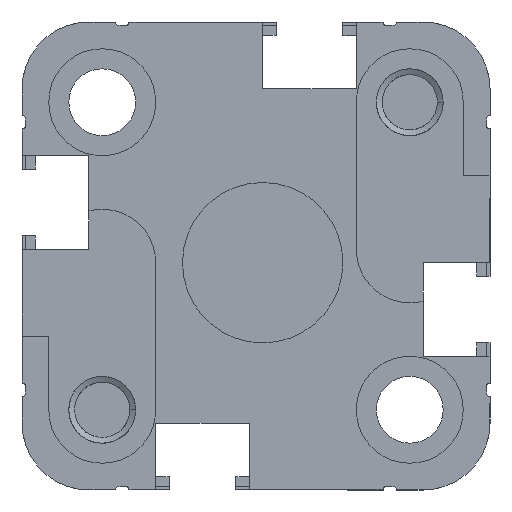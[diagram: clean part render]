
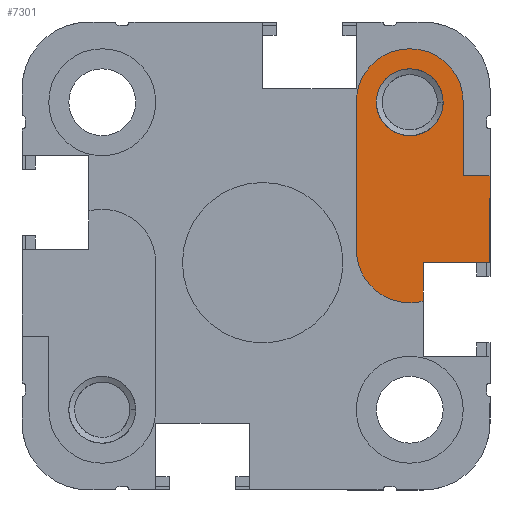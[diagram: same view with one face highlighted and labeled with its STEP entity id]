
A CAD part, front view. The second image highlights one B-rep face of the part: STEP entity #7301.
In plain terms, the highlighted planar face has unit normal (0, -1, 0).
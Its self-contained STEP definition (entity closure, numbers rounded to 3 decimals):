
#38 = LINE ( 'NONE', #11000, #4093 ) ;
#164 = EDGE_CURVE ( 'NONE', #5423, #1686, #5816, .T. ) ;
#199 = LINE ( 'NONE', #7512, #11279 ) ;
#252 = DIRECTION ( 'NONE',  ( 0., 0., -1. ) ) ;
#472 = CARTESIAN_POINT ( 'NONE',  ( 29., 8., -6. ) ) ;
#656 = CARTESIAN_POINT ( 'NONE',  ( 29., 8., -17. ) ) ;
#669 = LINE ( 'NONE', #6743, #3233 ) ;
#736 = AXIS2_PLACEMENT_3D ( 'NONE', #3012, #972, #252 ) ;
#769 = CIRCLE ( 'NONE', #8863, 2.5 ) ;
#789 = LINE ( 'NONE', #9722, #4950 ) ;
#903 = EDGE_CURVE ( 'NONE', #3526, #9045, #8306, .T. ) ;
#972 = DIRECTION ( 'NONE',  ( 0., -1., 0. ) ) ;
#1071 = ORIENTED_EDGE ( 'NONE', *, *, #10078, .F. ) ;
#1228 = CARTESIAN_POINT ( 'NONE',  ( 30., 8., -6. ) ) ;
#1377 = AXIS2_PLACEMENT_3D ( 'NONE', #656, #1655, #7018 ) ;
#1443 = CARTESIAN_POINT ( 'NONE',  ( 29., 8., -6. ) ) ;
#1622 = CARTESIAN_POINT ( 'NONE',  ( 29., 8., -6. ) ) ;
#1628 = AXIS2_PLACEMENT_3D ( 'NONE', #9001, #3638, #5230 ) ;
#1636 = PLANE ( 'NONE',  #1628 ) ;
#1639 = VERTEX_POINT ( 'NONE', #3327 ) ;
#1655 = DIRECTION ( 'NONE',  ( 0., -1., 0. ) ) ;
#1686 = VERTEX_POINT ( 'NONE', #7872 ) ;
#1716 = CARTESIAN_POINT ( 'NONE',  ( 29., 8., -3.5 ) ) ;
#1758 = FACE_BOUND ( 'NONE', #4192, .T. ) ;
#1820 = CARTESIAN_POINT ( 'NONE',  ( 31.5, 8., -6. ) ) ;
#2009 = ORIENTED_EDGE ( 'NONE', *, *, #9291, .F. ) ;
#2121 = AXIS2_PLACEMENT_3D ( 'NONE', #1622, #2556, #5038 ) ;
#2156 = ORIENTED_EDGE ( 'NONE', *, *, #2256, .T. ) ;
#2244 = CARTESIAN_POINT ( 'NONE',  ( 35., 8., -18. ) ) ;
#2256 = EDGE_CURVE ( 'NONE', #9045, #1639, #9595, .T. ) ;
#2449 = CARTESIAN_POINT ( 'NONE',  ( 30., 8., -18. ) ) ;
#2556 = DIRECTION ( 'NONE',  ( 0., -1., 0. ) ) ;
#2647 = VERTEX_POINT ( 'NONE', #1716 ) ;
#2969 = CIRCLE ( 'NONE', #7502, 2.5 ) ;
#2984 = CARTESIAN_POINT ( 'NONE',  ( 29., 8., -8.5 ) ) ;
#3012 = CARTESIAN_POINT ( 'NONE',  ( 29., 8., -17. ) ) ;
#3089 = DIRECTION ( 'NONE',  ( 0., 0., -1. ) ) ;
#3091 = CARTESIAN_POINT ( 'NONE',  ( 30., 8., -20.873 ) ) ;
#3208 = ORIENTED_EDGE ( 'NONE', *, *, #903, .T. ) ;
#3233 = VECTOR ( 'NONE', #10253, 1000. ) ;
#3290 = EDGE_CURVE ( 'NONE', #3526, #8563, #199, .T. ) ;
#3327 = CARTESIAN_POINT ( 'NONE',  ( 25., 8., -6. ) ) ;
#3342 = CARTESIAN_POINT ( 'NONE',  ( 35., 8., -11.5 ) ) ;
#3345 = DIRECTION ( 'NONE',  ( 0., 0., -1. ) ) ;
#3403 = EDGE_CURVE ( 'NONE', #5406, #7480, #669, .T. ) ;
#3526 = VERTEX_POINT ( 'NONE', #3548 ) ;
#3548 = CARTESIAN_POINT ( 'NONE',  ( 33., 8., -11.5 ) ) ;
#3622 = EDGE_CURVE ( 'NONE', #8563, #5406, #789, .T. ) ;
#3638 = DIRECTION ( 'NONE',  ( 0., -1., 0. ) ) ;
#3704 = EDGE_CURVE ( 'NONE', #1686, #4842, #6454, .T. ) ;
#3900 = ORIENTED_EDGE ( 'NONE', *, *, #3622, .F. ) ;
#4056 = DIRECTION ( 'NONE',  ( 0., -1., 0. ) ) ;
#4093 = VECTOR ( 'NONE', #10137, 1000. ) ;
#4192 = EDGE_LOOP ( 'NONE', ( #4561, #2009, #1071 ) ) ;
#4531 = AXIS2_PLACEMENT_3D ( 'NONE', #11516, #5381, #10707 ) ;
#4561 = ORIENTED_EDGE ( 'NONE', *, *, #5009, .F. ) ;
#4842 = VERTEX_POINT ( 'NONE', #3091 ) ;
#4881 = ORIENTED_EDGE ( 'NONE', *, *, #8801, .T. ) ;
#4939 = CIRCLE ( 'NONE', #2121, 2.5 ) ;
#4950 = VECTOR ( 'NONE', #7216, 1000. ) ;
#5009 = EDGE_CURVE ( 'NONE', #9470, #2647, #4939, .T. ) ;
#5038 = DIRECTION ( 'NONE',  ( 0., 0., -1. ) ) ;
#5039 = DIRECTION ( 'NONE',  ( 0., 0., -1. ) ) ;
#5230 = DIRECTION ( 'NONE',  ( 0., 0., -1. ) ) ;
#5381 = DIRECTION ( 'NONE',  ( 0., -1., 0. ) ) ;
#5406 = VERTEX_POINT ( 'NONE', #2244 ) ;
#5423 = VERTEX_POINT ( 'NONE', #10287 ) ;
#5586 = DIRECTION ( 'NONE',  ( 0., 0., 1. ) ) ;
#5628 = VERTEX_POINT ( 'NONE', #2984 ) ;
#5656 = EDGE_CURVE ( 'NONE', #7480, #4842, #7534, .T. ) ;
#5748 = ORIENTED_EDGE ( 'NONE', *, *, #164, .T. ) ;
#5816 = CIRCLE ( 'NONE', #736, 4. ) ;
#5865 = DIRECTION ( 'NONE',  ( 0., -1., 0. ) ) ;
#6409 = EDGE_LOOP ( 'NONE', ( #9221, #7717, #3900, #9305, #3208, #2156, #4881, #5748, #10034 ) ) ;
#6454 = CIRCLE ( 'NONE', #1377, 4. ) ;
#6482 = CARTESIAN_POINT ( 'NONE',  ( 33., 8., -6. ) ) ;
#6743 = CARTESIAN_POINT ( 'NONE',  ( 29., 8., -18. ) ) ;
#7018 = DIRECTION ( 'NONE',  ( 0., 0., -1. ) ) ;
#7216 = DIRECTION ( 'NONE',  ( 0., 0., -1. ) ) ;
#7301 = ADVANCED_FACE ( 'NONE', ( #1758, #9861 ), #1636, .T. ) ;
#7404 = DIRECTION ( 'NONE',  ( 1., 0., 0. ) ) ;
#7480 = VERTEX_POINT ( 'NONE', #2449 ) ;
#7502 = AXIS2_PLACEMENT_3D ( 'NONE', #472, #4056, #3345 ) ;
#7512 = CARTESIAN_POINT ( 'NONE',  ( 35., 8., -11.5 ) ) ;
#7534 = LINE ( 'NONE', #1228, #10010 ) ;
#7717 = ORIENTED_EDGE ( 'NONE', *, *, #3403, .F. ) ;
#7872 = CARTESIAN_POINT ( 'NONE',  ( 29., 8., -21. ) ) ;
#8306 = LINE ( 'NONE', #6482, #9749 ) ;
#8563 = VERTEX_POINT ( 'NONE', #3342 ) ;
#8801 = EDGE_CURVE ( 'NONE', #1639, #5423, #38, .T. ) ;
#8863 = AXIS2_PLACEMENT_3D ( 'NONE', #1443, #5865, #3089 ) ;
#8929 = CARTESIAN_POINT ( 'NONE',  ( 33., 8., -6. ) ) ;
#9001 = CARTESIAN_POINT ( 'NONE',  ( 29., 8., -6. ) ) ;
#9045 = VERTEX_POINT ( 'NONE', #8929 ) ;
#9221 = ORIENTED_EDGE ( 'NONE', *, *, #5656, .F. ) ;
#9291 = EDGE_CURVE ( 'NONE', #5628, #9470, #2969, .T. ) ;
#9305 = ORIENTED_EDGE ( 'NONE', *, *, #3290, .F. ) ;
#9470 = VERTEX_POINT ( 'NONE', #1820 ) ;
#9595 = CIRCLE ( 'NONE', #4531, 4. ) ;
#9722 = CARTESIAN_POINT ( 'NONE',  ( 35., 8., -20.873 ) ) ;
#9749 = VECTOR ( 'NONE', #5586, 1000. ) ;
#9861 = FACE_OUTER_BOUND ( 'NONE', #6409, .T. ) ;
#10010 = VECTOR ( 'NONE', #5039, 1000. ) ;
#10034 = ORIENTED_EDGE ( 'NONE', *, *, #3704, .T. ) ;
#10078 = EDGE_CURVE ( 'NONE', #2647, #5628, #769, .T. ) ;
#10137 = DIRECTION ( 'NONE',  ( 0., 0., -1. ) ) ;
#10253 = DIRECTION ( 'NONE',  ( -1., 0., 0. ) ) ;
#10287 = CARTESIAN_POINT ( 'NONE',  ( 25., 8., -17. ) ) ;
#10707 = DIRECTION ( 'NONE',  ( 0., 0., -1. ) ) ;
#11000 = CARTESIAN_POINT ( 'NONE',  ( 25., 8., -6. ) ) ;
#11279 = VECTOR ( 'NONE', #7404, 1000. ) ;
#11516 = CARTESIAN_POINT ( 'NONE',  ( 29., 8., -6. ) ) ;
